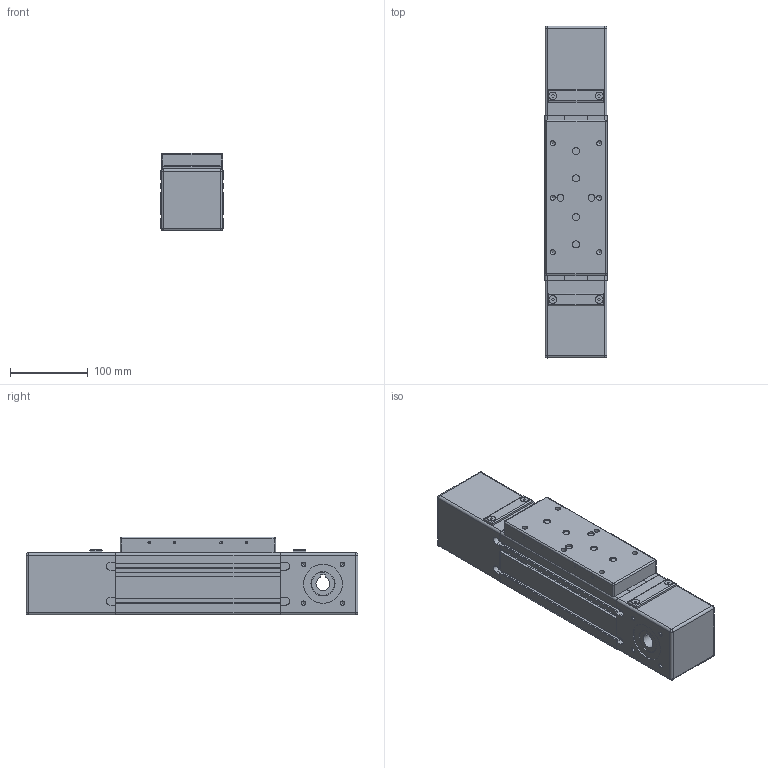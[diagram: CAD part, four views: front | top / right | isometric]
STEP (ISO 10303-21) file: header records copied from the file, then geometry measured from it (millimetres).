
FILE_DESCRIPTION((''),'2;1');
FILE_NAME('MTJ MRJ 80 S TIP 0 ASM.stp','2011-05-23T10:49:41',('Matej'),(''),'Autodesk Inventor 2011','Autodesk Inventor 2011','');
FILE_SCHEMA(('AUTOMOTIVE_DESIGN { 1 0 10303 214 1 1 1 1 }'));
Length unit declared in the file: millimetre
Products named in the file (6): MTJ MRJ 80 S TIP 0 ASM; MTJ MRJ 80 S TIP 0; PROFIL MTJ IN MRJ 80 S; NAPENJALNI DEL MTJ IN MRJ 80; POGONSKI DEL MTJ IN MRJ 80 TIP 0; VOZIČEK MTJ IN MRJ 80 S
Assembly tree (5 placements, depth 3):
  MTJ MRJ 80 S TIP 0 ASM
    MTJ MRJ 80 S TIP 0
      PROFIL MTJ IN MRJ 80 S
      NAPENJALNI DEL MTJ IN MRJ 80
      POGONSKI DEL MTJ IN MRJ 80 TIP 0
      VOZIČEK MTJ IN MRJ 80 S
Bounding box: 80 x 427 x 100 mm (x, y, z)
Volume: 2858294.4 mm3; surface area: 287203.4 mm2
Topology: 4 solids, 13 shells, 453 faces, 1139 edges, 722 vertices
Faces by surface type: plane 212, cylinder 171, cone 53, sphere 12, torus 5
Full cylindrical faces by diameter (mm): 1 x1, 3.242 x8, 4.134 x4, 4.917 x8, 5 x2, 5.2 x2, 6 x3, 6.647 x6, 8 x1, 9 x6, 10 x4, 15 x6, 30 x2, 31 x2, 50 x2
Entity records: 13015 total; most frequent: CARTESIAN_POINT 2341, DIRECTION 2210, ORIENTED_EDGE 1948, EDGE_CURVE 974, AXIS2_PLACEMENT_3D 812, VERTEX_POINT 675, EDGE_LOOP 591, VECTOR 586
